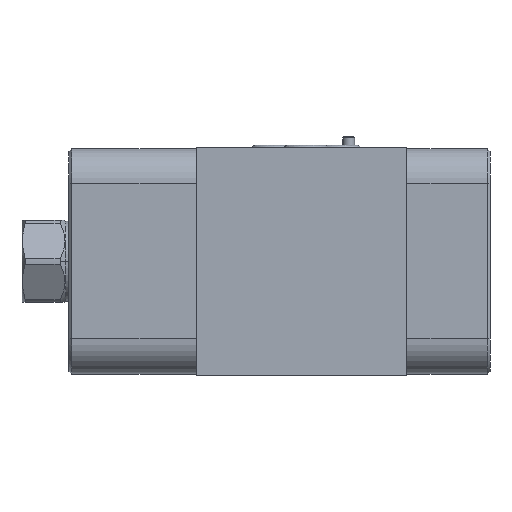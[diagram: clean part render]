
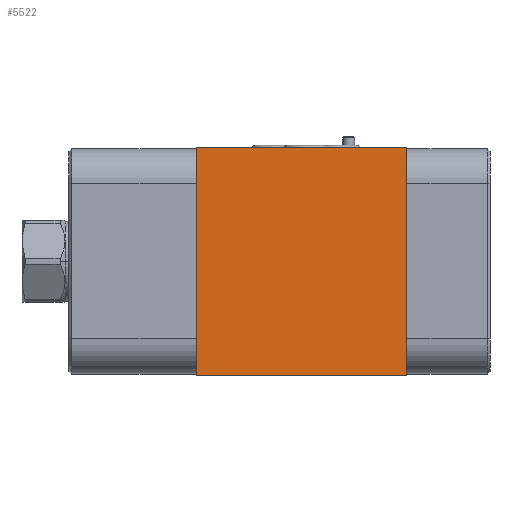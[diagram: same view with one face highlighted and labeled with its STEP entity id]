
A CAD part, front view. The second image highlights one B-rep face of the part: STEP entity #5522.
In plain terms, the highlighted planar face has unit normal (0, -1, 0).
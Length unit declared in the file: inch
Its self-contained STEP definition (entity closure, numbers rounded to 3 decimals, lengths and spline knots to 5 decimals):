
#295=DIRECTION('',(1.,0.,0.));
#296=VECTOR('',#295,2.25);
#297=CARTESIAN_POINT('',(1.363,-1.75,0.));
#298=LINE('',#297,#296);
#329=DIRECTION('',(1.,0.,0.));
#330=VECTOR('',#329,2.25);
#331=CARTESIAN_POINT('',(1.363,-1.75,2.438));
#332=LINE('',#331,#330);
#2047=DIRECTION('',(0.,0.,1.));
#2048=VECTOR('',#2047,2.438);
#2049=CARTESIAN_POINT('',(3.613,-1.75,0.));
#2050=LINE('',#2049,#2048);
#2051=DIRECTION('',(0.,0.,1.));
#2052=VECTOR('',#2051,2.438);
#2053=CARTESIAN_POINT('',(1.363,-1.75,0.));
#2054=LINE('',#2053,#2052);
#3645=CARTESIAN_POINT('',(1.363,-1.75,0.));
#3647=VERTEX_POINT('',#3645);
#3649=CARTESIAN_POINT('',(1.363,-1.75,2.438));
#3651=VERTEX_POINT('',#3649);
#3767=CARTESIAN_POINT('',(3.613,-1.75,0.));
#3769=VERTEX_POINT('',#3767);
#3771=CARTESIAN_POINT('',(3.613,-1.75,2.438));
#3773=VERTEX_POINT('',#3771);
#5511=CARTESIAN_POINT('',(0.,-1.75,0.));
#5512=DIRECTION('',(0.,-1.,0.));
#5513=DIRECTION('',(1.,0.,0.));
#5514=AXIS2_PLACEMENT_3D('',#5511,#5512,#5513);
#5515=PLANE('',#5514);
#5516=ORIENTED_EDGE('',*,*,#4140,.F.);
#5517=ORIENTED_EDGE('',*,*,#3967,.F.);
#5518=ORIENTED_EDGE('',*,*,#5484,.T.);
#5519=ORIENTED_EDGE('',*,*,#4073,.T.);
#5520=EDGE_LOOP('',(#5516,#5517,#5518,#5519));
#5521=FACE_OUTER_BOUND('',#5520,.F.);
#5522=ADVANCED_FACE('',(#5521),#5515,.T.);
#3967=EDGE_CURVE('',#3647,#3769,#298,.T.);
#4073=EDGE_CURVE('',#3651,#3773,#332,.T.);
#4140=EDGE_CURVE('',#3769,#3773,#2050,.T.);
#5484=EDGE_CURVE('',#3647,#3651,#2054,.T.);
